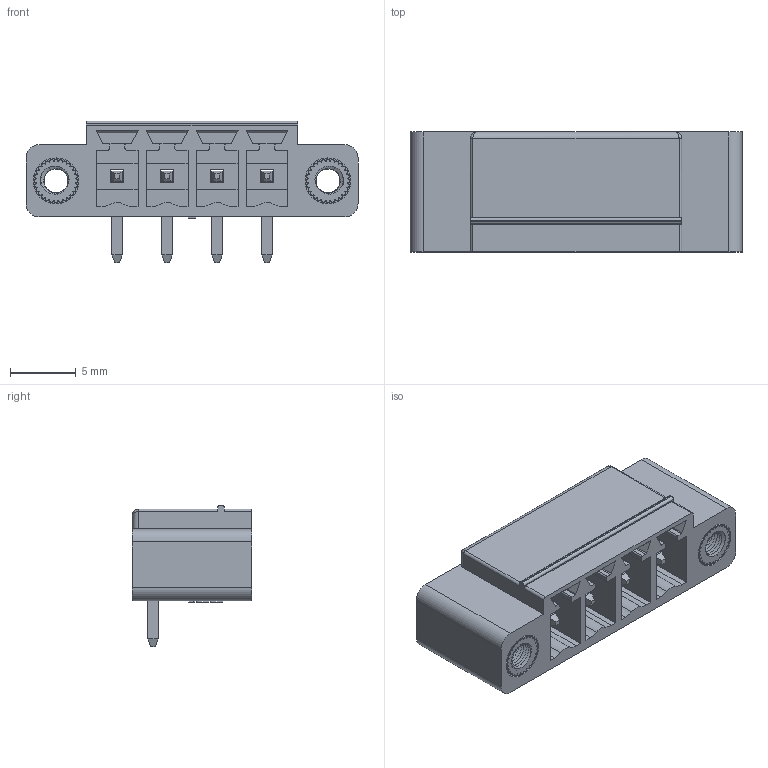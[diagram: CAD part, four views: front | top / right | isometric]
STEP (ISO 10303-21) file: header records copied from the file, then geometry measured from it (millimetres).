
FILE_DESCRIPTION (( 'STEP AP214' ), '1' );
FILE_NAME ('24.step', '2022-05-26T09:45:49', ( '' ), ( '' ), 'SwSTEP 2.0', 'SolidWorks 2020', '' );
FILE_SCHEMA (( 'AUTOMOTIVE_DESIGN' ));
Length unit declared in the file: millimetre
Products named in the file (1): 24
Bounding box: 25.32 x 9.15 x 10.8 mm (x, y, z)
Volume: 930.3 mm3; surface area: 2382.3 mm2
Topology: 7 solids, 7 shells, 729 faces, 2128 edges, 1434 vertices
Faces by surface type: plane 372, cylinder 305, bspline 44, torus 8
Entity records: 37808 total; most frequent: CARTESIAN_POINT 10281, ORIENTED_EDGE 4256, DIRECTION 3880, EDGE_CURVE 2128, VERTEX_POINT 1434, AXIS2_PLACEMENT_3D 1302, VECTOR 1276, LINE 1276
